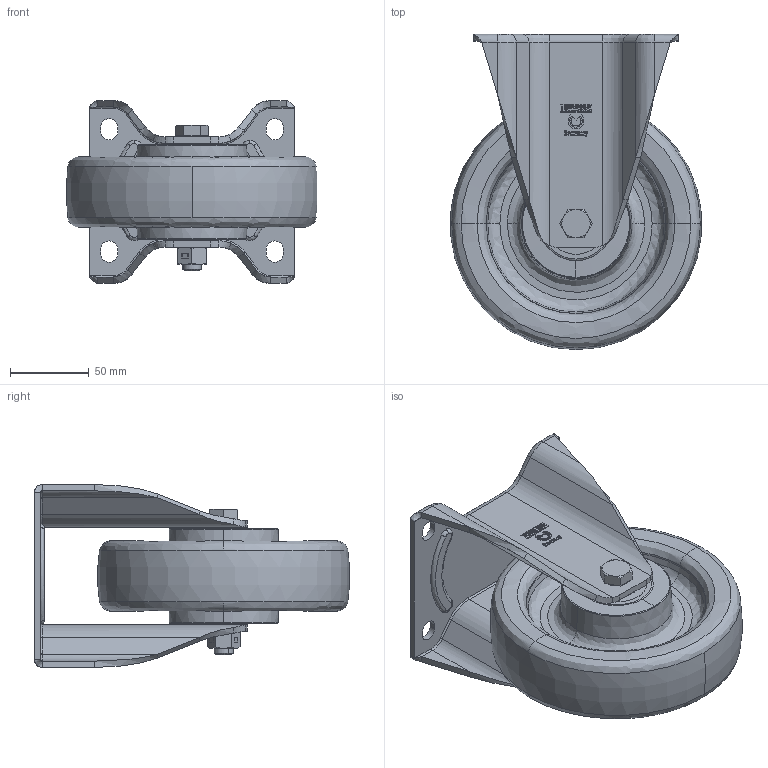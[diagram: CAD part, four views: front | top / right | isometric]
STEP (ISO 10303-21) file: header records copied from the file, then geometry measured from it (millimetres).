
FILE_DESCRIPTION (( 'STEP AP214' ), '1' );
FILE_NAME ('K0033414BL_B-IM-PUZK-160-K-EC.STEP', '2016-05-24T10:28:53', ( '' ), ( '' ), 'SwSTEP 2.0', 'SolidWorks 2016', '' );
FILE_SCHEMA (( 'AUTOMOTIVE_DESIGN' ));
Length unit declared in the file: millimetre
Products named in the file (1): K0033414BL_B-IM-PUZK-160-K-EC
Bounding box: 159.05 x 199.87 x 116 mm (x, y, z)
Surface area: 173046.9 mm2 (no closed solid volume)
Topology: 0 solids, 11 shells, 622 faces, 1538 edges, 972 vertices
Faces by surface type: plane 313, cylinder 163, bspline 70, cone 60, torus 16
Entity records: 27526 total; most frequent: CARTESIAN_POINT 5987, ORIENTED_EDGE 3052, DIRECTION 3016, EDGE_CURVE 1538, AXIS2_PLACEMENT_3D 1039, VERTEX_POINT 972, LINE 938, VECTOR 938
